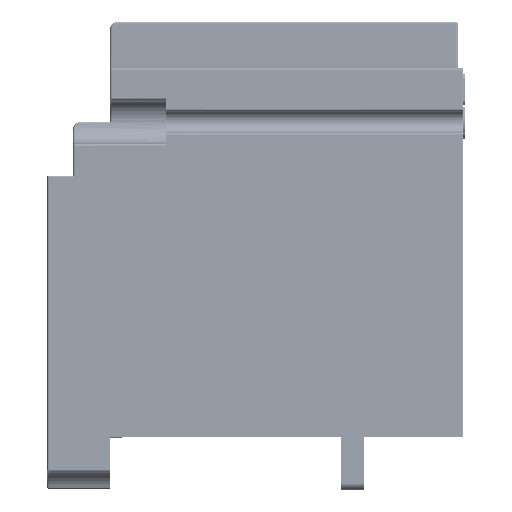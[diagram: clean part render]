
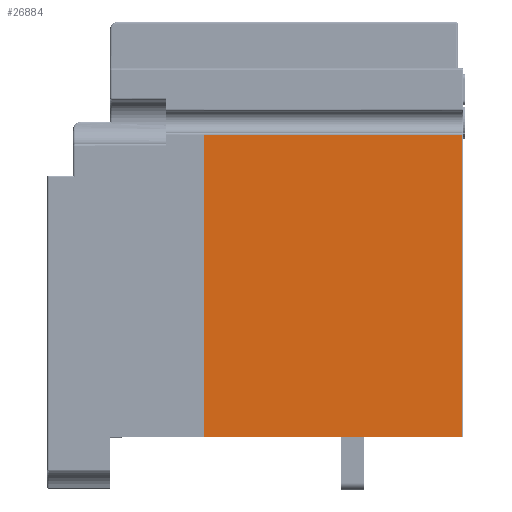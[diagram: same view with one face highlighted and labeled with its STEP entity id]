
A CAD part, left-side view. The second image highlights one B-rep face of the part: STEP entity #26884.
In plain terms, the highlighted planar face has unit normal (-1, 0, 0).
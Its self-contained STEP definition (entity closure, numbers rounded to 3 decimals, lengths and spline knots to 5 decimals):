
#4761=DIRECTION('',(0.,1.,0.));
#4762=VECTOR('',#4761,0.0695);
#4763=CARTESIAN_POINT('',(-0.115,0.0005,-0.1123));
#4764=LINE('',#4763,#4762);
#4765=DIRECTION('',(0.,0.,-1.));
#4766=VECTOR('',#4765,0.08184);
#4767=CARTESIAN_POINT('',(-0.115,0.07,-0.03046));
#4768=LINE('',#4767,#4766);
#4769=DIRECTION('',(0.,-1.,0.));
#4770=VECTOR('',#4769,0.0695);
#4771=CARTESIAN_POINT('',(-0.115,0.07,-0.03046));
#4772=LINE('',#4771,#4770);
#4801=DIRECTION('',(0.,0.,-1.));
#4802=VECTOR('',#4801,0.08184);
#4803=CARTESIAN_POINT('',(-0.115,0.0005,-0.03046));
#4804=LINE('',#4803,#4802);
#16035=CARTESIAN_POINT('',(-0.115,0.07,-0.03046));
#16036=CARTESIAN_POINT('',(-0.115,0.07,-0.1123));
#16037=VERTEX_POINT('',#16035);
#16038=VERTEX_POINT('',#16036);
#16108=CARTESIAN_POINT('',(-0.115,0.0005,-0.03046));
#16109=CARTESIAN_POINT('',(-0.115,0.0005,-0.1123));
#16110=VERTEX_POINT('',#16108);
#16111=VERTEX_POINT('',#16109);
#26871=CARTESIAN_POINT('',(-0.115,0.,-0.1));
#26872=DIRECTION('',(-1.,0.,0.));
#26873=DIRECTION('',(0.,0.,-1.));
#26874=AXIS2_PLACEMENT_3D('',#26871,#26872,#26873);
#26875=PLANE('',#26874);
#26877=ORIENTED_EDGE('',*,*,#26876,.T.);
#26879=ORIENTED_EDGE('',*,*,#26878,.T.);
#26880=ORIENTED_EDGE('',*,*,#26857,.T.);
#26881=ORIENTED_EDGE('',*,*,#26599,.F.);
#26882=EDGE_LOOP('',(#26877,#26879,#26880,#26881));
#26883=FACE_OUTER_BOUND('',#26882,.F.);
#26884=ADVANCED_FACE('',(#26883),#26875,.T.);
#26599=EDGE_CURVE('',#16037,#16038,#4768,.T.);
#26857=EDGE_CURVE('',#16111,#16038,#4764,.T.);
#26876=EDGE_CURVE('',#16037,#16110,#4772,.T.);
#26878=EDGE_CURVE('',#16110,#16111,#4804,.T.);
